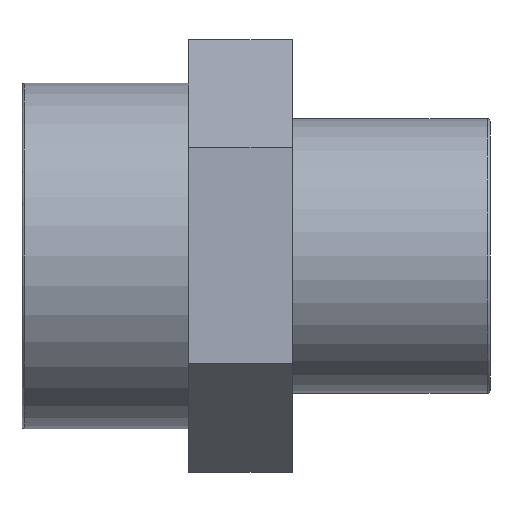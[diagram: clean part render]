
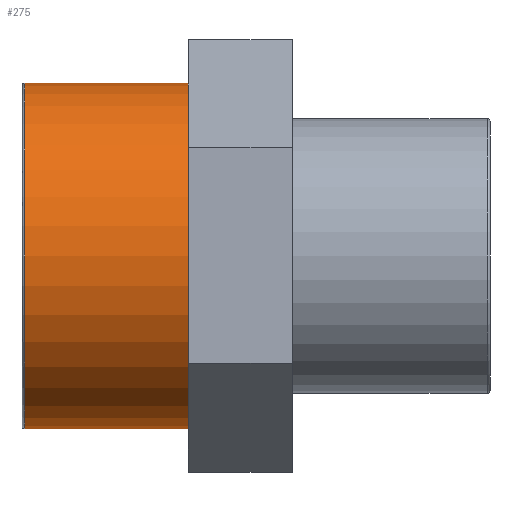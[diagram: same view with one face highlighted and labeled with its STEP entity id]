
A CAD part, front view. The second image highlights one B-rep face of the part: STEP entity #275.
In plain terms, the highlighted cylindrical face has radius 16.625 mm (diameter 33.249 mm), a full revolution.
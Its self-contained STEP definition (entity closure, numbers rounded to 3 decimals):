
#18=CYLINDRICAL_SURFACE('',#307,16.625);
#28=FACE_BOUND('',#92,.T.);
#42=CIRCLE('',#306,16.625);
#43=CIRCLE('',#308,16.625);
#63=FACE_OUTER_BOUND('',#91,.T.);
#91=EDGE_LOOP('',(#231));
#92=EDGE_LOOP('',(#232));
#157=VERTEX_POINT('',#460);
#158=VERTEX_POINT('',#463);
#187=EDGE_CURVE('',#157,#157,#42,.T.);
#188=EDGE_CURVE('',#158,#158,#43,.T.);
#231=ORIENTED_EDGE('',*,*,#188,.T.);
#232=ORIENTED_EDGE('',*,*,#187,.F.);
#275=ADVANCED_FACE('',(#63,#28),#18,.T.);
#306=AXIS2_PLACEMENT_3D('',#461,#382,#383);
#307=AXIS2_PLACEMENT_3D('',#462,#384,#385);
#308=AXIS2_PLACEMENT_3D('',#464,#386,#387);
#382=DIRECTION('center_axis',(-1.,0.,0.));
#383=DIRECTION('ref_axis',(0.,1.,0.));
#384=DIRECTION('center_axis',(-1.,0.,0.));
#385=DIRECTION('ref_axis',(0.,-1.,0.));
#386=DIRECTION('center_axis',(-1.,0.,0.));
#387=DIRECTION('ref_axis',(0.,0.,1.));
#460=CARTESIAN_POINT('',(-22.236,-16.625,0.));
#461=CARTESIAN_POINT('Origin',(-22.236,0.,0.));
#462=CARTESIAN_POINT('Origin',(-14.5,0.,0.));
#463=CARTESIAN_POINT('',(-6.5,-16.625,0.));
#464=CARTESIAN_POINT('Origin',(-6.5,0.,0.));
